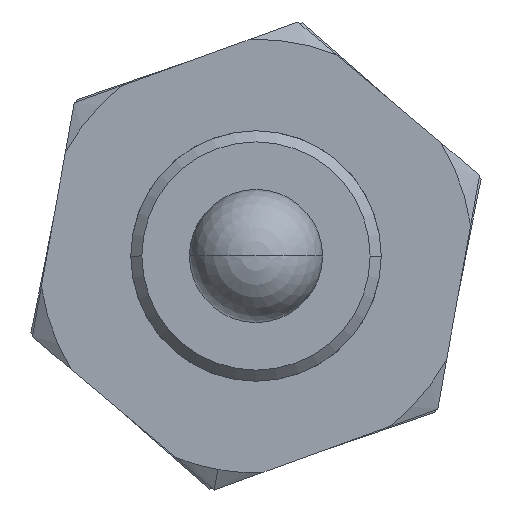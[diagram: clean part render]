
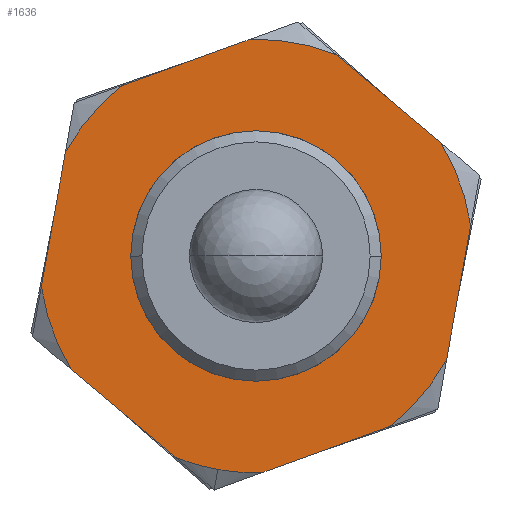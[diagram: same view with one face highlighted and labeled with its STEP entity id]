
A CAD part, left-side view. The second image highlights one B-rep face of the part: STEP entity #1636.
In plain terms, the highlighted planar face has unit normal (-1, 0, 0).
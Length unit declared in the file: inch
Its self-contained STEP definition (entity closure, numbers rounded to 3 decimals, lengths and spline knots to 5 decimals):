
#1177=CARTESIAN_POINT('',(0.20543,0.,0.));
#1178=DIRECTION('',(-1.,0.,0.));
#1179=DIRECTION('',(0.,-0.746,-0.665));
#1180=AXIS2_PLACEMENT_3D('',#1177,#1178,#1179);
#1182=DIRECTION('',(0.,-0.866,0.5));
#1183=VECTOR('',#1182,0.25539);
#1184=CARTESIAN_POINT('',(0.20543,-0.08263,-0.3985));
#1185=LINE('',#1184,#1183);
#1186=CARTESIAN_POINT('',(0.20543,0.,0.));
#1187=DIRECTION('',(-1.,0.,0.));
#1188=DIRECTION('',(0.,0.,-1.));
#1189=AXIS2_PLACEMENT_3D('',#1186,#1187,#1188);
#1191=CARTESIAN_POINT('',(0.20543,0.,0.));
#1192=DIRECTION('',(-1.,0.,0.));
#1193=DIRECTION('',(0.,0.203,-0.979));
#1194=AXIS2_PLACEMENT_3D('',#1191,#1192,#1193);
#1196=DIRECTION('',(0.,-0.866,-0.5));
#1197=VECTOR('',#1196,0.25539);
#1198=CARTESIAN_POINT('',(0.20543,0.3038,-0.27081));
#1199=LINE('',#1198,#1197);
#1200=CARTESIAN_POINT('',(0.20543,0.,0.));
#1201=DIRECTION('',(-1.,0.,0.));
#1202=DIRECTION('',(0.,0.95,-0.314));
#1203=AXIS2_PLACEMENT_3D('',#1200,#1201,#1202);
#1205=DIRECTION('',(0.,0.,-1.));
#1206=VECTOR('',#1205,0.25539);
#1207=CARTESIAN_POINT('',(0.20543,0.38643,0.1277));
#1208=LINE('',#1207,#1206);
#1209=CARTESIAN_POINT('',(0.20543,0.,0.));
#1210=DIRECTION('',(-1.,0.,0.));
#1211=DIRECTION('',(0.,0.746,0.665));
#1212=AXIS2_PLACEMENT_3D('',#1209,#1210,#1211);
#1214=DIRECTION('',(0.,0.866,-0.5));
#1215=VECTOR('',#1214,0.25539);
#1216=CARTESIAN_POINT('',(0.20543,0.08263,0.3985));
#1217=LINE('',#1216,#1215);
#1218=CARTESIAN_POINT('',(0.20543,0.,0.));
#1219=DIRECTION('',(-1.,0.,0.));
#1220=DIRECTION('',(0.,-0.203,0.979));
#1221=AXIS2_PLACEMENT_3D('',#1218,#1219,#1220);
#1223=DIRECTION('',(0.,0.866,0.5));
#1224=VECTOR('',#1223,0.25539);
#1225=CARTESIAN_POINT('',(0.20543,-0.3038,0.27081));
#1226=LINE('',#1225,#1224);
#1227=CARTESIAN_POINT('',(0.20543,0.,0.));
#1228=DIRECTION('',(-1.,0.,0.));
#1229=DIRECTION('',(0.,-0.95,0.314));
#1230=AXIS2_PLACEMENT_3D('',#1227,#1228,#1229);
#1232=DIRECTION('',(0.,0.,1.));
#1233=VECTOR('',#1232,0.25539);
#1234=CARTESIAN_POINT('',(0.20543,-0.38643,-0.1277));
#1235=LINE('',#1234,#1233);
#1236=CARTESIAN_POINT('',(0.20543,0.,0.));
#1237=DIRECTION('',(1.,0.,0.));
#1238=DIRECTION('',(0.,1.,0.));
#1239=AXIS2_PLACEMENT_3D('',#1236,#1237,#1238);
#1241=CARTESIAN_POINT('',(0.20543,0.,0.));
#1242=DIRECTION('',(1.,0.,0.));
#1243=DIRECTION('',(0.,-1.,0.));
#1244=AXIS2_PLACEMENT_3D('',#1241,#1242,#1243);
#1246=CARTESIAN_POINT('',(0.20543,-0.38643,-0.1277));
#1282=CARTESIAN_POINT('',(0.20543,-0.3038,0.27081));
#1307=CARTESIAN_POINT('',(0.20543,0.08263,0.3985));
#1339=CARTESIAN_POINT('',(0.20543,0.38643,0.1277));
#1375=CARTESIAN_POINT('',(0.20543,0.3038,-0.27081));
#1516=CARTESIAN_POINT('',(0.20543,0.,-0.40698));
#1517=CARTESIAN_POINT('',(0.20543,-0.08263,-0.3985));
#1518=VERTEX_POINT('',#1516);
#1519=VERTEX_POINT('',#1517);
#1526=CARTESIAN_POINT('',(0.20543,-0.235,0.));
#1528=VERTEX_POINT('',#1526);
#1531=CARTESIAN_POINT('',(0.20543,0.235,0.));
#1533=VERTEX_POINT('',#1531);
#1556=VERTEX_POINT('',#1375);
#1558=CARTESIAN_POINT('',(0.20543,0.08263,-0.3985));
#1559=VERTEX_POINT('',#1558);
#1563=VERTEX_POINT('',#1339);
#1565=CARTESIAN_POINT('',(0.20543,0.38643,-0.1277));
#1566=VERTEX_POINT('',#1565);
#1568=VERTEX_POINT('',#1307);
#1570=CARTESIAN_POINT('',(0.20543,0.3038,0.27081));
#1571=VERTEX_POINT('',#1570);
#1572=VERTEX_POINT('',#1282);
#1574=CARTESIAN_POINT('',(0.20543,-0.08263,0.3985));
#1575=VERTEX_POINT('',#1574);
#1577=VERTEX_POINT('',#1246);
#1579=CARTESIAN_POINT('',(0.20543,-0.38643,0.1277));
#1580=VERTEX_POINT('',#1579);
#1582=CARTESIAN_POINT('',(0.20543,-0.3038,-0.27081));
#1583=VERTEX_POINT('',#1582);
#1598=CARTESIAN_POINT('',(0.20543,0.,0.00014));
#1599=DIRECTION('',(1.,0.,0.));
#1600=DIRECTION('',(0.,-1.,0.));
#1601=AXIS2_PLACEMENT_3D('',#1598,#1599,#1600);
#1602=PLANE('',#1601);
#1604=ORIENTED_EDGE('',*,*,#1603,.F.);
#1606=ORIENTED_EDGE('',*,*,#1605,.F.);
#1607=ORIENTED_EDGE('',*,*,#1589,.F.);
#1609=ORIENTED_EDGE('',*,*,#1608,.F.);
#1611=ORIENTED_EDGE('',*,*,#1610,.F.);
#1613=ORIENTED_EDGE('',*,*,#1612,.F.);
#1615=ORIENTED_EDGE('',*,*,#1614,.F.);
#1617=ORIENTED_EDGE('',*,*,#1616,.F.);
#1619=ORIENTED_EDGE('',*,*,#1618,.F.);
#1621=ORIENTED_EDGE('',*,*,#1620,.F.);
#1623=ORIENTED_EDGE('',*,*,#1622,.F.);
#1625=ORIENTED_EDGE('',*,*,#1624,.F.);
#1627=ORIENTED_EDGE('',*,*,#1626,.F.);
#1628=EDGE_LOOP('',(#1604,#1606,#1607,#1609,#1611,#1613,#1615,#1617,#1619,#1621,
#1623,#1625,#1627));
#1629=FACE_OUTER_BOUND('',#1628,.F.);
#1631=ORIENTED_EDGE('',*,*,#1630,.F.);
#1633=ORIENTED_EDGE('',*,*,#1632,.F.);
#1634=EDGE_LOOP('',(#1631,#1633));
#1635=FACE_BOUND('',#1634,.F.);
#1636=ADVANCED_FACE('',(#1629,#1635),#1602,.F.);
#1181=CIRCLE('',#1180,0.40698);
#1190=CIRCLE('',#1189,0.40698);
#1195=CIRCLE('',#1194,0.40698);
#1204=CIRCLE('',#1203,0.40698);
#1213=CIRCLE('',#1212,0.40698);
#1222=CIRCLE('',#1221,0.40698);
#1231=CIRCLE('',#1230,0.40698);
#1240=CIRCLE('',#1239,0.235);
#1245=CIRCLE('',#1244,0.235);
#1589=EDGE_CURVE('',#1518,#1519,#1190,.T.);
#1603=EDGE_CURVE('',#1583,#1577,#1181,.T.);
#1605=EDGE_CURVE('',#1519,#1583,#1185,.T.);
#1608=EDGE_CURVE('',#1559,#1518,#1195,.T.);
#1610=EDGE_CURVE('',#1556,#1559,#1199,.T.);
#1612=EDGE_CURVE('',#1566,#1556,#1204,.T.);
#1614=EDGE_CURVE('',#1563,#1566,#1208,.T.);
#1616=EDGE_CURVE('',#1571,#1563,#1213,.T.);
#1618=EDGE_CURVE('',#1568,#1571,#1217,.T.);
#1620=EDGE_CURVE('',#1575,#1568,#1222,.T.);
#1622=EDGE_CURVE('',#1572,#1575,#1226,.T.);
#1624=EDGE_CURVE('',#1580,#1572,#1231,.T.);
#1626=EDGE_CURVE('',#1577,#1580,#1235,.T.);
#1630=EDGE_CURVE('',#1533,#1528,#1240,.T.);
#1632=EDGE_CURVE('',#1528,#1533,#1245,.T.);
